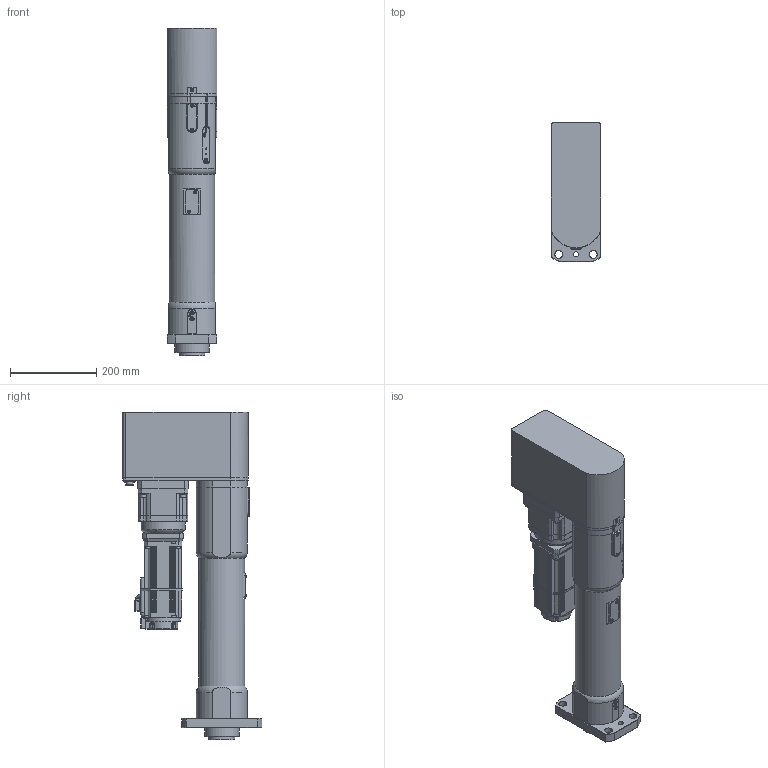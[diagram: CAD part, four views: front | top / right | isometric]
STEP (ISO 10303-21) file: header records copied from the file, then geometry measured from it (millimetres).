
FILE_DESCRIPTION(/* description */ (''),/* implementation_level */ '2;1');
FILE_NAME(/* name */ 'DPS-501R4J-20FB-CE(DS-P076).stp',/* time_stamp */ '2021-08-04T16:13:01+09:00',/* author */ ('y-mizuno'),/* organization */ (''),/* preprocessor_version */ 'ST-DEVELOPER v18.1',/* originating_system */ 'Autodesk Inventor 2021',/* authorisation */ '');
FILE_SCHEMA (('AP203_CONFIGURATION_CONTROLLED_3D_DESIGN_OF_MECHANICAL_PARTS_AND_ASSEMBLIES_MIM_LF { 1 0 10303 203 3 1 4 }','AUTOMOTIVE_DESIGN { 1 0 10303 214 3 1 1 }','FEATURE_BASED_PROCESS_PLANNING'));
Products named in the file (1): DPS-501R4J-20FB-CE(DS-P076)
Bounding box: 115 x 323 x 760 mm (x, y, z)
Volume: 13708770.1 mm3; surface area: 678213.8 mm2
Topology: 2 solids, 26 shells, 1930 faces, 5346 edges, 3514 vertices
Faces by surface type: plane 1039, cylinder 573, cone 166, torus 116, sphere 30, bspline 6
Full cylindrical faces by diameter (mm): 1 x25, 2.459 x1, 3 x2, 4 x6, 4.134 x1, 4.5 x2, 5 x1, 6 x2, 6.6 x4, 6.647 x20, 6.75 x4, 7 x4, 7.5 x4, 8 x13, 8.5 x11, 9 x4, 9.3 x1, 9.5 x2, 10.5 x1, 11 x3, 12 x3, 13 x16, 14 x14, 14.2 x1, 14.7 x1, 15 x1, 15.8 x2, 16.3 x1, 16.5 x1, 18 x6
Entity records: 66393 total; most frequent: CARTESIAN_POINT 14440, DIRECTION 10619, ORIENTED_EDGE 10572, EDGE_CURVE 5286, AXIS2_PLACEMENT_3D 3926, VERTEX_POINT 3514, LINE 2767, VECTOR 2767
